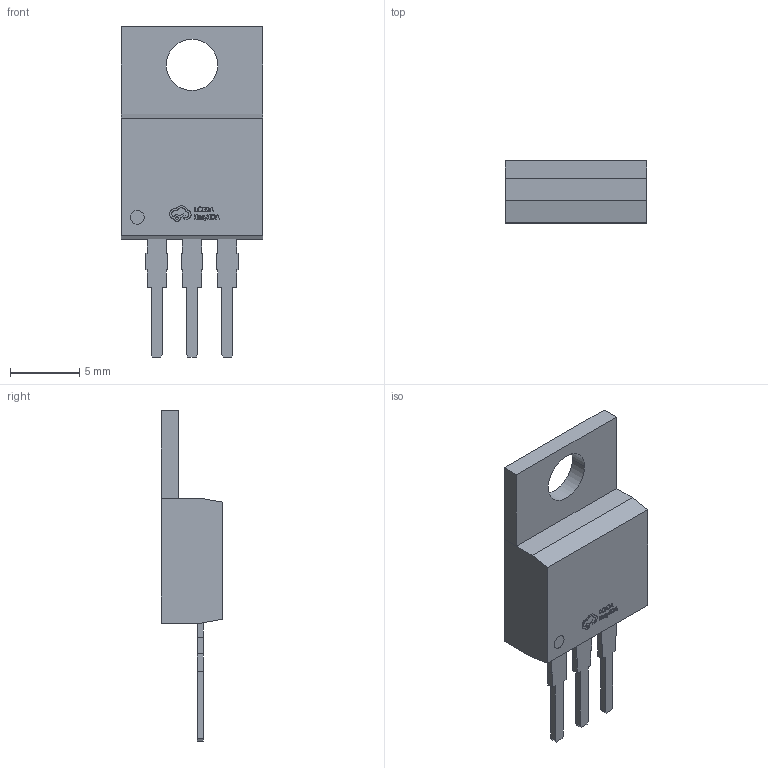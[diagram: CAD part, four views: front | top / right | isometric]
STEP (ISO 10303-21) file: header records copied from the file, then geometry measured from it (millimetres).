
FILE_DESCRIPTION (( 'STEP AP214' ), '1' );
FILE_NAME ('TO-220AB-3_L10.3-W4.5-P2.54-L-1.STEP', '2022-09-20T13:16:19', ( '' ), ( '' ), 'SwSTEP 2.0', 'SolidWorks 2020', '' );
FILE_SCHEMA (( 'AUTOMOTIVE_DESIGN' ));
Length unit declared in the file: millimetre
Products named in the file (1): TO-220AB-3_L10.3-W4.5-P2.54-L-1
Bounding box: 10.2 x 4.46 x 23.8 mm (x, y, z)
Volume: 483 mm3; surface area: 563.4 mm2
Topology: 1 solids, 1 shells, 308 faces, 856 edges, 570 vertices
Faces by surface type: plane 206, bspline 98, cylinder 4
Entity records: 13613 total; most frequent: CARTESIAN_POINT 3041, ORIENTED_EDGE 1712, DIRECTION 1086, EDGE_CURVE 856, LINE 648, VECTOR 648, VERTEX_POINT 570, EDGE_LOOP 330
